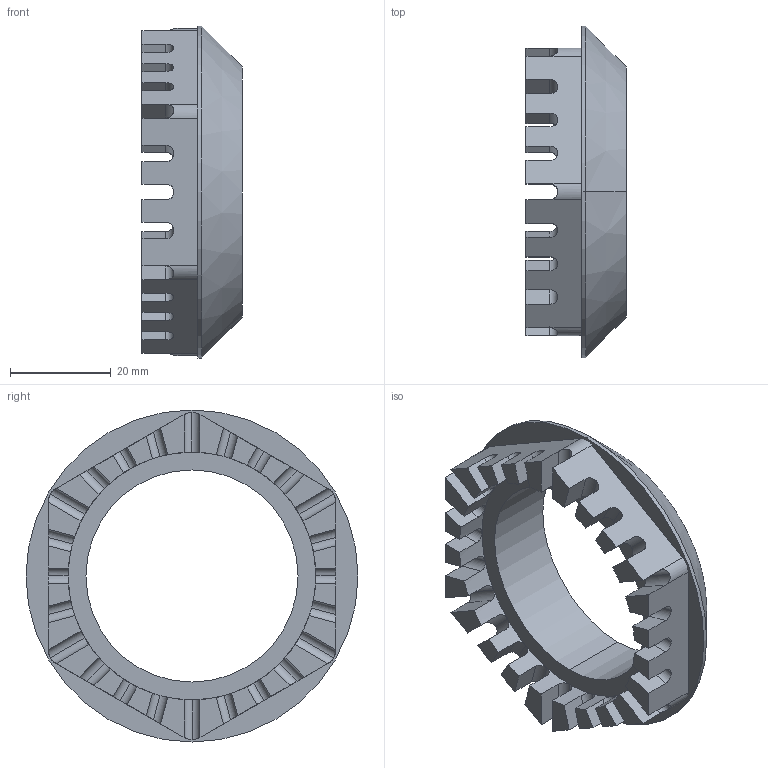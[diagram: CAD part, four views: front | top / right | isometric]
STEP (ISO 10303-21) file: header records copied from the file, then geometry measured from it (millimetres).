
FILE_DESCRIPTION (( 'STEP AP214' ), '1' );
FILE_NAME ('Wheel_Nut_NFR24.STEP', '2025-01-11T18:14:25', ( '' ), ( '' ), 'SwSTEP 2.0', 'SolidWorks 2024', '' );
FILE_SCHEMA (( 'AUTOMOTIVE_DESIGN' ));
Length unit declared in the file: inch
Products named in the file (1): Wheel_Nut_NFR24
Bounding box: 19.91 x 66 x 66 mm (x, y, z)
Volume: 21885 mm3; surface area: 10313.4 mm2
Topology: 1 solids, 1 shells, 166 faces, 426 edges, 263 vertices
Faces by surface type: cylinder 83, plane 81, cone 2
Entity records: 5614 total; most frequent: CARTESIAN_POINT 1708, ORIENTED_EDGE 852, DIRECTION 753, EDGE_CURVE 426, LINE 265, VECTOR 265, VERTEX_POINT 263, AXIS2_PLACEMENT_3D 244
